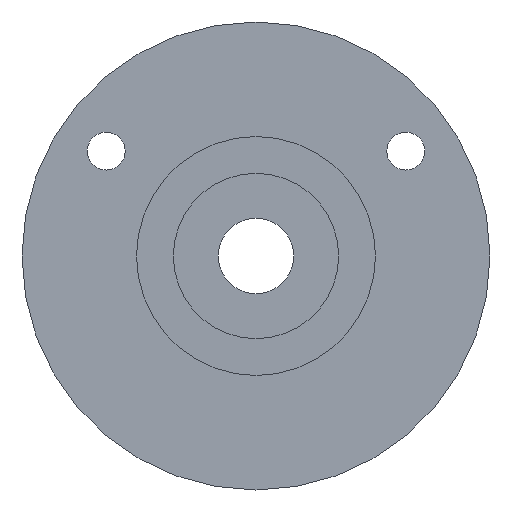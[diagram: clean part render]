
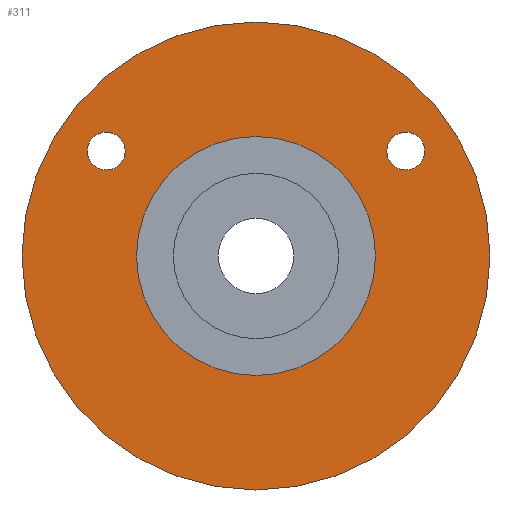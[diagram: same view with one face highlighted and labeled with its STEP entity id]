
A CAD part, front view. The second image highlights one B-rep face of the part: STEP entity #311.
In plain terms, the highlighted planar face has unit normal (0, -1, 0).
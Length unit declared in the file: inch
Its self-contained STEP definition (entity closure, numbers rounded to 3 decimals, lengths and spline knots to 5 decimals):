
#26=FACE_BOUND('',#80,.T.);
#27=FACE_BOUND('',#81,.T.);
#28=FACE_BOUND('',#82,.T.);
#36=PLANE('',#367);
#53=FACE_OUTER_BOUND('',#79,.T.);
#79=EDGE_LOOP('',(#272));
#80=EDGE_LOOP('',(#273));
#81=EDGE_LOOP('',(#274));
#82=EDGE_LOOP('',(#275));
#124=CIRCLE('',#338,0.04978);
#126=CIRCLE('',#341,0.04978);
#129=CIRCLE('',#345,0.615);
#136=CIRCLE('',#357,0.314);
#151=VERTEX_POINT('',#505);
#153=VERTEX_POINT('',#511);
#156=VERTEX_POINT('',#519);
#163=VERTEX_POINT('',#541);
#180=EDGE_CURVE('',#151,#151,#124,.F.);
#183=EDGE_CURVE('',#153,#153,#126,.F.);
#188=EDGE_CURVE('',#156,#156,#129,.T.);
#197=EDGE_CURVE('',#163,#163,#136,.F.);
#272=ORIENTED_EDGE('',*,*,#188,.T.);
#273=ORIENTED_EDGE('',*,*,#180,.T.);
#274=ORIENTED_EDGE('',*,*,#183,.T.);
#275=ORIENTED_EDGE('',*,*,#197,.T.);
#311=ADVANCED_FACE('',(#53,#26,#27,#28),#36,.T.);
#338=AXIS2_PLACEMENT_3D('',#506,#401,#402);
#341=AXIS2_PLACEMENT_3D('',#512,#408,#409);
#345=AXIS2_PLACEMENT_3D('',#521,#418,#419);
#357=AXIS2_PLACEMENT_3D('',#542,#444,#445);
#367=AXIS2_PLACEMENT_3D('',#558,#467,#468);
#401=DIRECTION('center_axis',(0.,-1.,0.));
#402=DIRECTION('ref_axis',(0.,0.,-1.));
#408=DIRECTION('center_axis',(0.,-1.,0.));
#409=DIRECTION('ref_axis',(0.,0.,-1.));
#418=DIRECTION('center_axis',(0.,-1.,0.));
#419=DIRECTION('ref_axis',(1.,0.,0.));
#444=DIRECTION('center_axis',(0.,-1.,0.));
#445=DIRECTION('ref_axis',(0.,0.,-1.));
#467=DIRECTION('center_axis',(0.,-1.,0.));
#468=DIRECTION('ref_axis',(1.,0.,0.));
#505=CARTESIAN_POINT('',(13.27499,4.53094,8.09226));
#506=CARTESIAN_POINT('Origin',(13.27499,4.53094,8.04248));
#511=CARTESIAN_POINT('',(14.06239,4.53094,8.09226));
#512=CARTESIAN_POINT('Origin',(14.06239,4.53094,8.04248));
#519=CARTESIAN_POINT('',(13.05369,4.53094,7.76689));
#521=CARTESIAN_POINT('Origin',(13.66869,4.53094,7.76689));
#541=CARTESIAN_POINT('',(13.66869,4.53094,8.08089));
#542=CARTESIAN_POINT('Origin',(13.66869,4.53094,7.76689));
#558=CARTESIAN_POINT('Origin',(13.66869,4.53094,7.76689));
